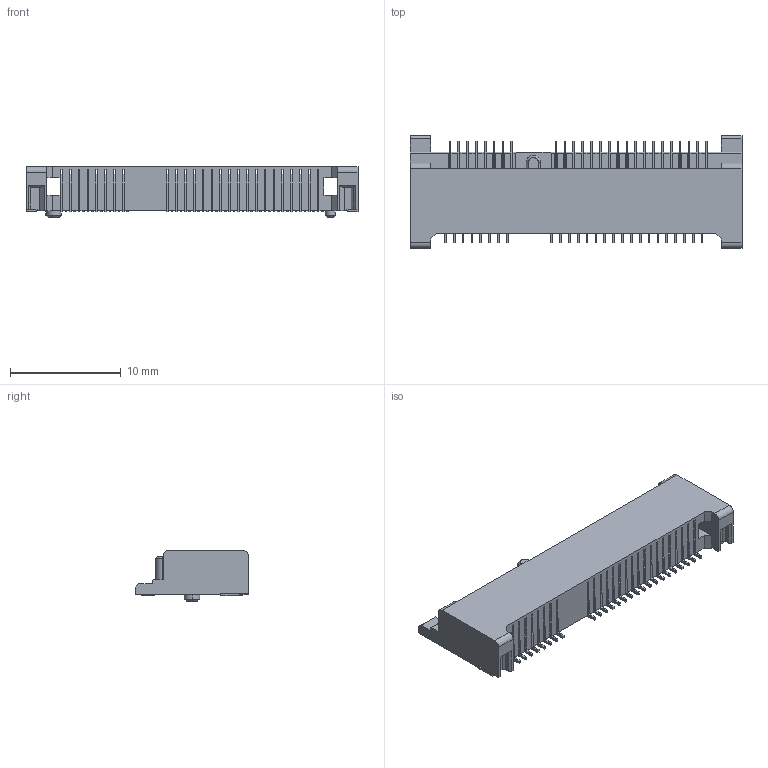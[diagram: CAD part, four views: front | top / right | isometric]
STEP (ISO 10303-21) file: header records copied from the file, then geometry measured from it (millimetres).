
FILE_DESCRIPTION((''),'2;1');
FILE_NAME('679100002','2013-10-18T',('me'),(''),'PRO/ENGINEER BY PARAMETRIC TECHNOLOGY CORPORATION, 2011490','PRO/ENGINEER BY PARAMETRIC TECHNOLOGY CORPORATION, 2011490','');
FILE_SCHEMA(('CONFIG_CONTROL_DESIGN'));
Length unit declared in the file: millimetre
Products named in the file (1): 679100002
Bounding box: 30 x 10.2 x 4.6 mm (x, y, z)
Volume: 666.2 mm3; surface area: 1962.6 mm2
Topology: 1 solids, 1 shells, 1937 faces, 5861 edges, 3874 vertices
Faces by surface type: plane 1605, cylinder 327, cone 5
Entity records: 64379 total; most frequent: CARTESIAN_POINT 11449, ORIENTED_EDGE 11278, DIRECTION 10402, EDGE_CURVE 5639, VECTOR 5196, LINE 5196, VERTEX_POINT 3650, AXIS2_PLACEMENT_3D 2603
